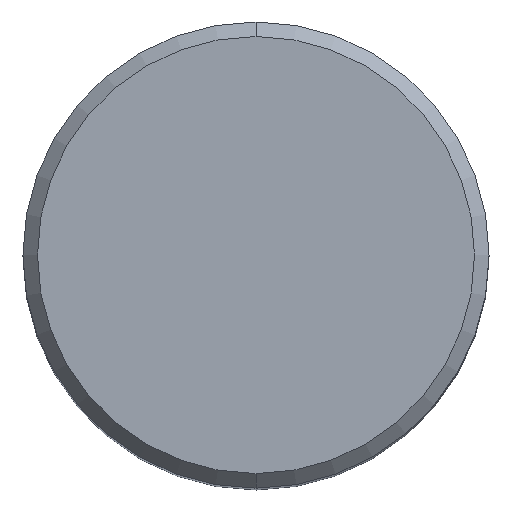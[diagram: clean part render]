
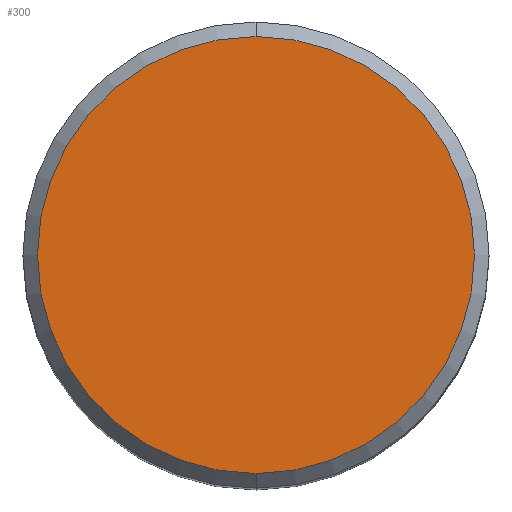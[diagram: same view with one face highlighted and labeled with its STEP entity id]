
A CAD part, top view. The second image highlights one B-rep face of the part: STEP entity #300.
In plain terms, the highlighted planar face has unit normal (0, 0, 1).
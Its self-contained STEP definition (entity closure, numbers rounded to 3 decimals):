
#202=VERTEX_POINT('',#505);
#204=EDGE_CURVE('',#202,#378,#507,.T.);
#300=ADVANCED_FACE('',(#609),#610,.T.);
#370=EDGE_CURVE('',#378,#202,#689,.T.);
#378=VERTEX_POINT('',#697);
#505=CARTESIAN_POINT('',(0.0,15.0,71.938));
#507=CIRCLE('',#862,15.0);
#609=FACE_OUTER_BOUND('',#1125,.T.);
#610=PLANE('',#1126);
#689=CIRCLE('',#1273,15.0);
#697=CARTESIAN_POINT('',(0.,-15.0,71.938));
#862=AXIS2_PLACEMENT_3D('',#1478,#1479,#1480);
#1125=EDGE_LOOP('',(#1561,#1562));
#1126=AXIS2_PLACEMENT_3D('',#1563,#1564,#1565);
#1273=AXIS2_PLACEMENT_3D('',#1668,#1669,#1670);
#1478=CARTESIAN_POINT('',(0.0,0.0,71.938));
#1479=DIRECTION('',(0.0,0.0,-1.0));
#1480=DIRECTION('',(0.0,1.0,0.0));
#1561=ORIENTED_EDGE('',*,*,#204,.F.);
#1562=ORIENTED_EDGE('',*,*,#370,.F.);
#1563=CARTESIAN_POINT('',(0.0,7.5,71.938));
#1564=DIRECTION('',(-0.0,0.0,1.0));
#1565=DIRECTION('',(0.0,-1.0,0.0));
#1668=CARTESIAN_POINT('',(0.0,0.0,71.938));
#1669=DIRECTION('',(0.0,0.0,-1.0));
#1670=DIRECTION('',(0.0,1.0,0.0));
